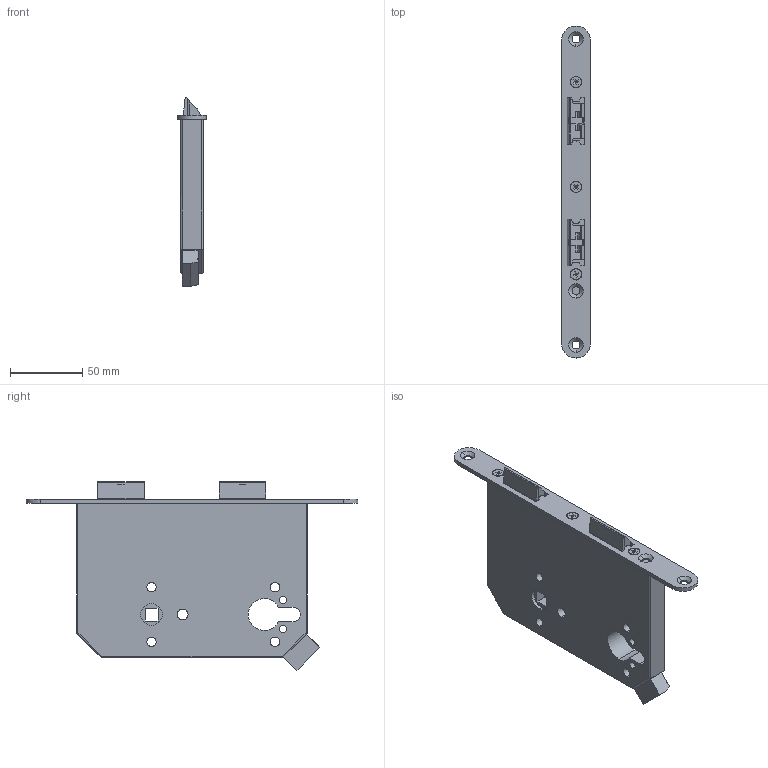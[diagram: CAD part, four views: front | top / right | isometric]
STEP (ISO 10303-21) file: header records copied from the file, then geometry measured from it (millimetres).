
FILE_DESCRIPTION (( 'STEP AP203' ), '1' );
FILE_NAME ('31180,DM80,20mm Stulp_D001556448-028.STEP', '2025-07-10T05:53:58', ( '' ), ( '' ), 'SwSTEP 2.0', 'SolidWorks 2024', '' );
FILE_SCHEMA (( 'CONFIG_CONTROL_DESIGN' ));
Length unit declared in the file: millimetre
Products named in the file (4): D001556105-000_D001556105-011_DM80 1236 Kontakt; D001556056-000_D001556056-020_20mm; D001127682-000_D001127682-001; 31180,DM80,20mm Stulp_D001556448-028
Assembly tree (5 placements, depth 2):
  31180,DM80,20mm Stulp_D001556448-028
    D001556105-000_D001556105-011_DM80 1236 Kontakt
    D001556056-000_D001556056-020_20mm
    D001127682-000_D001127682-001  x3
Bounding box: 20 x 230 x 130.65 mm (x, y, z)
Volume: 267592.7 mm3; surface area: 57282.1 mm2
Topology: 5 solids, 5 shells, 360 faces, 908 edges, 568 vertices
Faces by surface type: plane 196, cylinder 134, cone 30
Entity records: 8836 total; most frequent: CARTESIAN_POINT 1476, DIRECTION 1474, ORIENTED_EDGE 1412, EDGE_CURVE 706, AXIS2_PLACEMENT_3D 500, VECTOR 474, LINE 474, VERTEX_POINT 454
